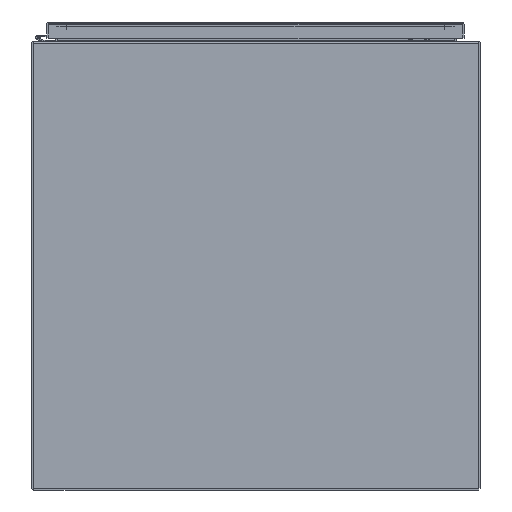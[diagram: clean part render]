
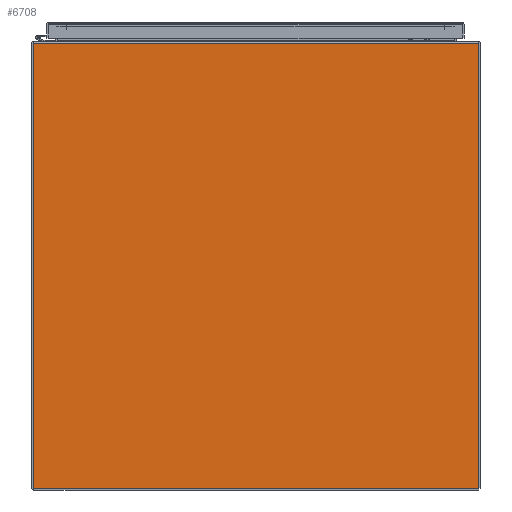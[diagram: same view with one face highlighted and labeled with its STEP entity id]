
A CAD part, front view. The second image highlights one B-rep face of the part: STEP entity #6708.
In plain terms, the highlighted face is planar.
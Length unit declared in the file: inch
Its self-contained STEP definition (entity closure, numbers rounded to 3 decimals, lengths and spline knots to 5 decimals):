
#6708 = ADVANCED_FACE ( 'NONE', ( #166572 ), #134793, .T. ) ;
#9034 = CARTESIAN_POINT ( 'NONE',  ( -11.9688, 12.01565, 0.0937 ) ) ;
#9811 = EDGE_LOOP ( 'NONE', ( #209874, #145364, #169929, #136571 ) ) ;
#13200 = CARTESIAN_POINT ( 'NONE',  ( -11.9688, 12.01565, 0.0937 ) ) ;
#16272 = CARTESIAN_POINT ( 'NONE',  ( -5.9844, -11.8907, 0.0937 ) ) ;
#28625 = LINE ( 'NONE', #13200, #155032 ) ;
#29856 = DIRECTION ( 'NONE',  ( 1., 0., 0. ) ) ;
#35117 = EDGE_CURVE ( 'NONE', #69536, #102620, #172267, .T. ) ;
#35808 = VECTOR ( 'NONE', #82084, 39.37008 ) ;
#66841 = EDGE_CURVE ( 'NONE', #171600, #69536, #28625, .T. ) ;
#69536 = VERTEX_POINT ( 'NONE', #87587 ) ;
#79443 = VECTOR ( 'NONE', #133446, 39.37008 ) ;
#80404 = CARTESIAN_POINT ( 'NONE',  ( -11.9688, -12.01565, 0.0937 ) ) ;
#82084 = DIRECTION ( 'NONE',  ( 1., 0., 0. ) ) ;
#87587 = CARTESIAN_POINT ( 'NONE',  ( 11.9688, 12.01565, 0.0937 ) ) ;
#89576 = CARTESIAN_POINT ( 'NONE',  ( -11.9688, -11.8907, 0.0937 ) ) ;
#91275 = EDGE_CURVE ( 'NONE', #155381, #102620, #167412, .T. ) ;
#102620 = VERTEX_POINT ( 'NONE', #172244 ) ;
#116019 = AXIS2_PLACEMENT_3D ( 'NONE', #126320, #126039, #125741 ) ;
#125741 = DIRECTION ( 'NONE',  ( 1., 0., 0. ) ) ;
#126039 = DIRECTION ( 'NONE',  ( 0., 0., 1. ) ) ;
#126320 = CARTESIAN_POINT ( 'NONE',  ( 0., 0., 0.0937 ) ) ;
#133446 = DIRECTION ( 'NONE',  ( 0., -1., 0. ) ) ;
#133478 = CARTESIAN_POINT ( 'NONE',  ( 11.9688, 12.01565, 0.0937 ) ) ;
#134793 = PLANE ( 'NONE',  #116019 ) ;
#136571 = ORIENTED_EDGE ( 'NONE', *, *, #146187, .F. ) ;
#145364 = ORIENTED_EDGE ( 'NONE', *, *, #35117, .F. ) ;
#146187 = EDGE_CURVE ( 'NONE', #155381, #171600, #161737, .T. ) ;
#155032 = VECTOR ( 'NONE', #29856, 39.37008 ) ;
#155381 = VERTEX_POINT ( 'NONE', #89576 ) ;
#161737 = LINE ( 'NONE', #80404, #205728 ) ;
#166572 = FACE_OUTER_BOUND ( 'NONE', #9811, .T. ) ;
#167412 = LINE ( 'NONE', #16272, #35808 ) ;
#169929 = ORIENTED_EDGE ( 'NONE', *, *, #66841, .F. ) ;
#171600 = VERTEX_POINT ( 'NONE', #9034 ) ;
#172244 = CARTESIAN_POINT ( 'NONE',  ( 11.9688, -11.8907, 0.0937 ) ) ;
#172267 = LINE ( 'NONE', #133478, #79443 ) ;
#179117 = DIRECTION ( 'NONE',  ( 0., 1., 0. ) ) ;
#205728 = VECTOR ( 'NONE', #179117, 39.37008 ) ;
#209874 = ORIENTED_EDGE ( 'NONE', *, *, #91275, .T. ) ;
